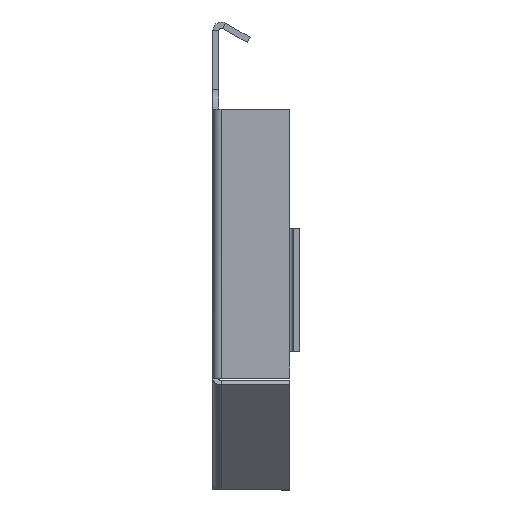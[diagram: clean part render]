
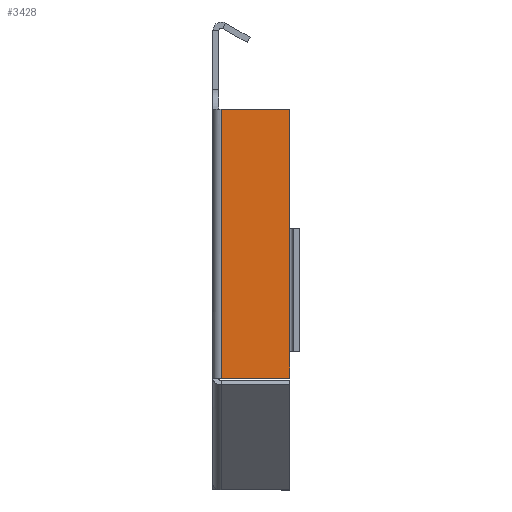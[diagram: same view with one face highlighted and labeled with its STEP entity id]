
A CAD part, left-side view. The second image highlights one B-rep face of the part: STEP entity #3428.
In plain terms, the highlighted planar face has unit normal (-1, 0, 0).
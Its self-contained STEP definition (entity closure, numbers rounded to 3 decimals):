
#15 = DIRECTION ( 'NONE',  ( 0., 0., -1. ) ) ;
#37 = VERTEX_POINT ( 'NONE', #1452 ) ;
#63 = AXIS2_PLACEMENT_3D ( 'NONE', #1057, #1173, #3619 ) ;
#130 = DIRECTION ( 'NONE',  ( 0., -1., 0. ) ) ;
#157 = VECTOR ( 'NONE', #15, 1000. ) ;
#356 = ORIENTED_EDGE ( 'NONE', *, *, #2761, .F. ) ;
#750 = EDGE_LOOP ( 'NONE', ( #1941, #1682, #2440, #3166, #356, #3006 ) ) ;
#759 = FACE_OUTER_BOUND ( 'NONE', #750, .T. ) ;
#791 = CARTESIAN_POINT ( 'NONE',  ( -10.54, 0.38, -2.54 ) ) ;
#919 = VERTEX_POINT ( 'NONE', #1909 ) ;
#943 = VECTOR ( 'NONE', #3620, 1000. ) ;
#996 = DIRECTION ( 'NONE',  ( 0., 0., -1. ) ) ;
#1057 = CARTESIAN_POINT ( 'NONE',  ( -10.54, 0., 0. ) ) ;
#1168 = EDGE_CURVE ( 'NONE', #3096, #2863, #1475, .T. ) ;
#1173 = DIRECTION ( 'NONE',  ( -1., 0., 0. ) ) ;
#1282 = VERTEX_POINT ( 'NONE', #3602 ) ;
#1366 = CARTESIAN_POINT ( 'NONE',  ( -10.54, 0.38, -3.81 ) ) ;
#1452 = CARTESIAN_POINT ( 'NONE',  ( -10.54, 0.38, 2.54 ) ) ;
#1475 = LINE ( 'NONE', #2604, #157 ) ;
#1577 = VERTEX_POINT ( 'NONE', #2474 ) ;
#1682 = ORIENTED_EDGE ( 'NONE', *, *, #1168, .F. ) ;
#1747 = VECTOR ( 'NONE', #996, 1000. ) ;
#1787 = LINE ( 'NONE', #2083, #3012 ) ;
#1875 = CARTESIAN_POINT ( 'NONE',  ( -10.54, 0.38, -3.81 ) ) ;
#1909 = CARTESIAN_POINT ( 'NONE',  ( -10.54, 0.38, 7.46 ) ) ;
#1941 = ORIENTED_EDGE ( 'NONE', *, *, #3041, .F. ) ;
#2062 = LINE ( 'NONE', #3108, #2794 ) ;
#2083 = CARTESIAN_POINT ( 'NONE',  ( -10.54, 0.38, 7.46 ) ) ;
#2177 = DIRECTION ( 'NONE',  ( 0., 0., -1. ) ) ;
#2188 = LINE ( 'NONE', #1875, #1747 ) ;
#2262 = DIRECTION ( 'NONE',  ( 0., 1., 0. ) ) ;
#2304 = LINE ( 'NONE', #3014, #943 ) ;
#2338 = EDGE_CURVE ( 'NONE', #37, #3096, #2188, .T. ) ;
#2440 = ORIENTED_EDGE ( 'NONE', *, *, #2338, .F. ) ;
#2441 = EDGE_CURVE ( 'NONE', #919, #37, #2518, .T. ) ;
#2474 = CARTESIAN_POINT ( 'NONE',  ( -10.54, 3.21, 7.46 ) ) ;
#2518 = LINE ( 'NONE', #1366, #3430 ) ;
#2604 = CARTESIAN_POINT ( 'NONE',  ( -10.54, 0.38, -3.81 ) ) ;
#2761 = EDGE_CURVE ( 'NONE', #1577, #919, #1787, .T. ) ;
#2794 = VECTOR ( 'NONE', #2262, 1000. ) ;
#2863 = VERTEX_POINT ( 'NONE', #3531 ) ;
#3006 = ORIENTED_EDGE ( 'NONE', *, *, #3145, .T. ) ;
#3012 = VECTOR ( 'NONE', #130, 1000. ) ;
#3014 = CARTESIAN_POINT ( 'NONE',  ( -10.54, 3.21, 0. ) ) ;
#3041 = EDGE_CURVE ( 'NONE', #2863, #1282, #2062, .T. ) ;
#3096 = VERTEX_POINT ( 'NONE', #791 ) ;
#3108 = CARTESIAN_POINT ( 'NONE',  ( -10.54, 3.31, -3.652 ) ) ;
#3145 = EDGE_CURVE ( 'NONE', #1577, #1282, #2304, .T. ) ;
#3166 = ORIENTED_EDGE ( 'NONE', *, *, #2441, .F. ) ;
#3428 = ADVANCED_FACE ( 'NONE', ( #759 ), #3584, .T. ) ;
#3430 = VECTOR ( 'NONE', #2177, 1000. ) ;
#3531 = CARTESIAN_POINT ( 'NONE',  ( -10.54, 0.38, -3.652 ) ) ;
#3584 = PLANE ( 'NONE',  #63 ) ;
#3602 = CARTESIAN_POINT ( 'NONE',  ( -10.54, 3.21, -3.652 ) ) ;
#3619 = DIRECTION ( 'NONE',  ( 0., -1., 0. ) ) ;
#3620 = DIRECTION ( 'NONE',  ( 0., 0., -1. ) ) ;
